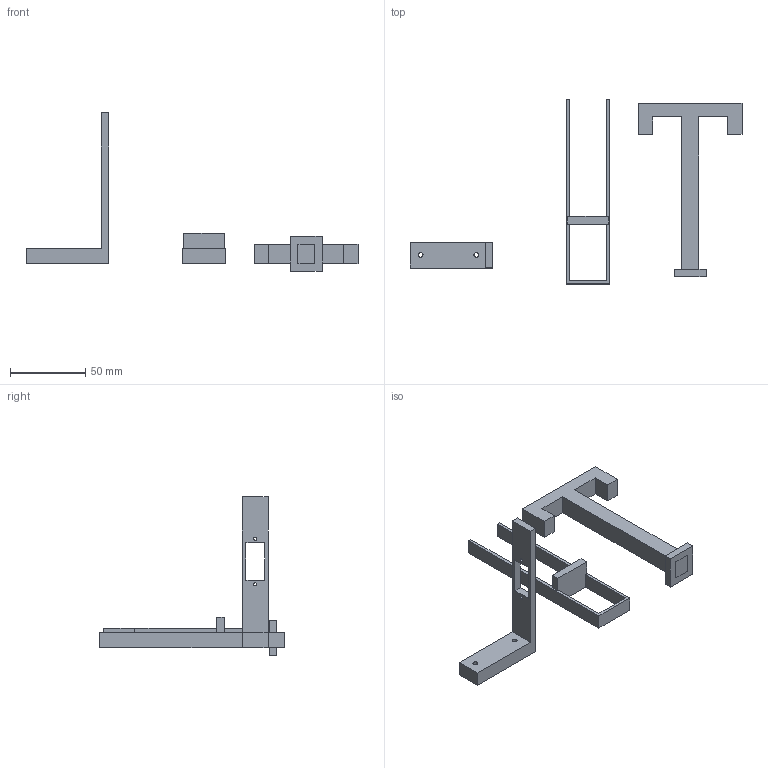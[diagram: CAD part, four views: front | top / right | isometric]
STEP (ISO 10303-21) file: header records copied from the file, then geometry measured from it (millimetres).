
FILE_DESCRIPTION( ( '' ), ' ' );
FILE_NAME( '5d089128f276fb182c57672a.step', '2019-06-18T07:22:17', ( '' ), ( '' ), ' ', ' ', ' ' );
FILE_SCHEMA( ( 'AUTOMOTIVE_DESIGN { 1 0 10303 214 1 1 1 1 }' ) );
Length unit declared in the file: metre
Products named in the file (5): Part 1; Part 2; Part 3; Part 4; Part 5
Bounding box: 220.12 x 122 x 105 mm (x, y, z)
Volume: 51042.1 mm3; surface area: 26068.6 mm2
Topology: 5 solids, 5 shells, 63 faces, 162 edges, 108 vertices
Faces by surface type: plane 59, cylinder 4
Full cylindrical faces by diameter (mm): 2.12 x2, 3.2 x2
Entity records: 2452 total; most frequent: CARTESIAN_POINT 334, ORIENTED_EDGE 316, DIRECTION 302, EDGE_CURVE 158, LINE 150, VECTOR 150, VERTEX_POINT 108, EDGE_LOOP 80
